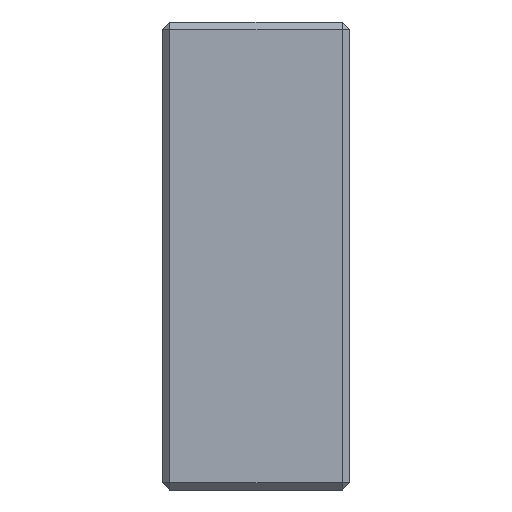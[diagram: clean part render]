
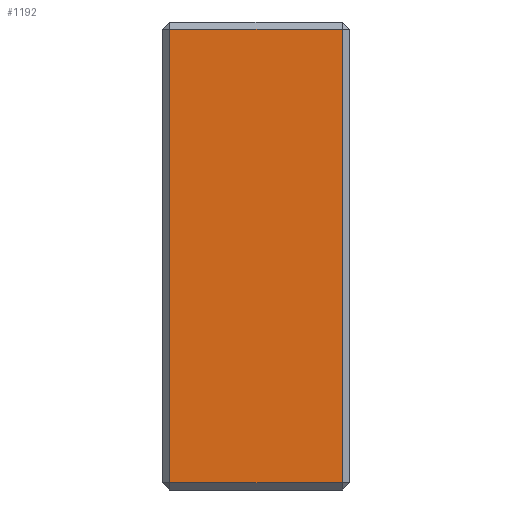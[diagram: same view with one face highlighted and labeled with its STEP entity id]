
A CAD part, front view. The second image highlights one B-rep face of the part: STEP entity #1192.
In plain terms, the highlighted planar face has unit normal (0, -1, 0).
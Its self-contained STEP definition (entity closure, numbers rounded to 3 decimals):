
#67 = CARTESIAN_POINT ( 'NONE',  ( 10., -44.75, 24.225 ) ) ;
#101 = EDGE_CURVE ( 'NONE', #1293, #394, #3349, .T. ) ;
#174 = ORIENTED_EDGE ( 'NONE', *, *, #918, .F. ) ;
#183 = DIRECTION ( 'NONE',  ( 0., 0., 1. ) ) ;
#231 = ORIENTED_EDGE ( 'NONE', *, *, #3025, .F. ) ;
#245 = CARTESIAN_POINT ( 'NONE',  ( 9.2, -44.75, 24.225 ) ) ;
#253 = VECTOR ( 'NONE', #2659, 1000. ) ;
#389 = LINE ( 'NONE', #1480, #2722 ) ;
#394 = VERTEX_POINT ( 'NONE', #2164 ) ;
#474 = LINE ( 'NONE', #1566, #253 ) ;
#522 = DIRECTION ( 'NONE',  ( 0., 1., 0. ) ) ;
#541 = DIRECTION ( 'NONE',  ( 0., 0., -1. ) ) ;
#873 = DIRECTION ( 'NONE',  ( 0., 0., -1. ) ) ;
#918 = EDGE_CURVE ( 'NONE', #394, #3531, #474, .T. ) ;
#928 = LINE ( 'NONE', #67, #2796 ) ;
#1192 = ADVANCED_FACE ( 'NONE', ( #2449 ), #1384, .F. ) ;
#1202 = ORIENTED_EDGE ( 'NONE', *, *, #3124, .F. ) ;
#1293 = VERTEX_POINT ( 'NONE', #245 ) ;
#1313 = ORIENTED_EDGE ( 'NONE', *, *, #101, .F. ) ;
#1384 = PLANE ( 'NONE',  #1788 ) ;
#1427 = EDGE_LOOP ( 'NONE', ( #174, #1313, #231, #1202 ) ) ;
#1480 = CARTESIAN_POINT ( 'NONE',  ( -9.2, -44.75, -25.025 ) ) ;
#1566 = CARTESIAN_POINT ( 'NONE',  ( -10., -44.75, -24.225 ) ) ;
#1788 = AXIS2_PLACEMENT_3D ( 'NONE', #2416, #522, #541 ) ;
#2032 = CARTESIAN_POINT ( 'NONE',  ( -9.2, -44.75, -24.225 ) ) ;
#2164 = CARTESIAN_POINT ( 'NONE',  ( 9.2, -44.75, -24.225 ) ) ;
#2416 = CARTESIAN_POINT ( 'NONE',  ( -10., -44.75, -25.025 ) ) ;
#2449 = FACE_OUTER_BOUND ( 'NONE', #1427, .T. ) ;
#2525 = DIRECTION ( 'NONE',  ( 1., 0., 0. ) ) ;
#2659 = DIRECTION ( 'NONE',  ( -1., 0., 0. ) ) ;
#2722 = VECTOR ( 'NONE', #183, 1000. ) ;
#2796 = VECTOR ( 'NONE', #2525, 1000. ) ;
#3025 = EDGE_CURVE ( 'NONE', #3273, #1293, #928, .T. ) ;
#3124 = EDGE_CURVE ( 'NONE', #3531, #3273, #389, .T. ) ;
#3203 = CARTESIAN_POINT ( 'NONE',  ( -9.2, -44.75, 24.225 ) ) ;
#3273 = VERTEX_POINT ( 'NONE', #3203 ) ;
#3313 = CARTESIAN_POINT ( 'NONE',  ( 9.2, -44.75, -25.025 ) ) ;
#3349 = LINE ( 'NONE', #3313, #3382 ) ;
#3382 = VECTOR ( 'NONE', #873, 1000. ) ;
#3531 = VERTEX_POINT ( 'NONE', #2032 ) ;
